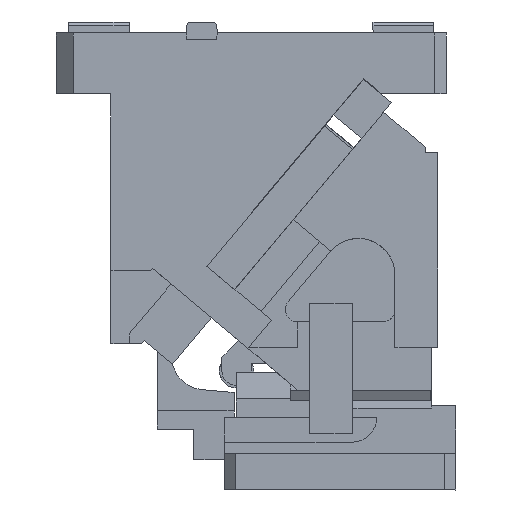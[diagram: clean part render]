
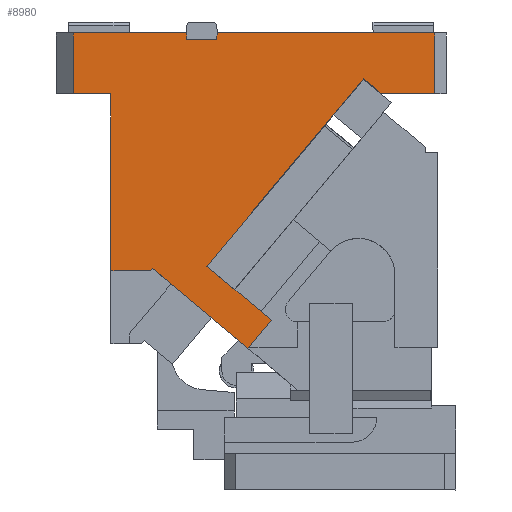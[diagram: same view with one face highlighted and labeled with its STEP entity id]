
A CAD part, front view. The second image highlights one B-rep face of the part: STEP entity #8980.
In plain terms, the highlighted planar face has unit normal (0, -1, 0).
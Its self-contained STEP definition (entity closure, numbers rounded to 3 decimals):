
#7755=CARTESIAN_POINT('Vertex',(-93.,-150.,325.)) ;
#7758=CARTESIAN_POINT('Line Origine',(-108.379,-150.,325.)) ;
#7762=CARTESIAN_POINT('Vertex',(-123.757,-150.,325.)) ;
#7927=CARTESIAN_POINT('Line Origine',(-77.379,-150.,375.)) ;
#7931=CARTESIAN_POINT('Vertex',(-123.757,-150.,375.)) ;
#7933=CARTESIAN_POINT('Vertex',(-31.,-150.,375.)) ;
#7989=CARTESIAN_POINT('Vertex',(-6.,-150.,375.)) ;
#7992=CARTESIAN_POINT('Line Origine',(83.379,-150.,375.)) ;
#7996=CARTESIAN_POINT('Vertex',(172.757,-150.,375.)) ;
#8848=CARTESIAN_POINT('Vertex',(-93.,-150.,180.)) ;
#8851=CARTESIAN_POINT('Line Origine',(-93.,-150.,252.5)) ;
#8871=CARTESIAN_POINT('Axis2P3D Location',(175.,-150.,277.)) ;
#8876=CARTESIAN_POINT('Line Origine',(-76.796,-150.,180.)) ;
#8880=CARTESIAN_POINT('Vertex',(-60.592,-150.,180.)) ;
#8883=CARTESIAN_POINT('Line Origine',(-59.761,-150.,180.991)) ;
#8887=CARTESIAN_POINT('Vertex',(-58.929,-150.,181.982)) ;
#8890=CARTESIAN_POINT('Line Origine',(-19.861,-150.,149.199)) ;
#8894=CARTESIAN_POINT('Vertex',(19.207,-150.,116.417)) ;
#8897=CARTESIAN_POINT('Line Origine',(28.849,-150.,127.908)) ;
#8901=CARTESIAN_POINT('Vertex',(38.491,-150.,139.399)) ;
#8904=CARTESIAN_POINT('Line Origine',(12.062,-150.,161.575)) ;
#8908=CARTESIAN_POINT('Vertex',(-14.366,-150.,183.751)) ;
#8911=CARTESIAN_POINT('Line Origine',(50.073,-150.,260.547)) ;
#8915=CARTESIAN_POINT('Vertex',(114.513,-150.,337.343)) ;
#8918=CARTESIAN_POINT('Line Origine',(121.867,-150.,331.171)) ;
#8922=CARTESIAN_POINT('Vertex',(129.222,-150.,325.)) ;
#8925=CARTESIAN_POINT('Line Origine',(150.99,-150.,325.)) ;
#8929=CARTESIAN_POINT('Vertex',(172.757,-150.,325.)) ;
#8932=CARTESIAN_POINT('Line Origine',(172.757,-150.,350.)) ;
#8937=CARTESIAN_POINT('Line Origine',(-6.,-150.,372.5)) ;
#8941=CARTESIAN_POINT('Vertex',(-6.,-150.,370.)) ;
#8944=CARTESIAN_POINT('Line Origine',(-18.5,-150.,370.)) ;
#8948=CARTESIAN_POINT('Vertex',(-31.,-150.,370.)) ;
#8951=CARTESIAN_POINT('Line Origine',(-31.,-150.,372.5)) ;
#8956=CARTESIAN_POINT('Line Origine',(-123.757,-150.,350.)) ;
#7759=DIRECTION('Vector Direction',(1.,0.,0.)) ;
#7928=DIRECTION('Vector Direction',(1.,0.,0.)) ;
#7993=DIRECTION('Vector Direction',(1.,0.,0.)) ;
#8852=DIRECTION('Vector Direction',(0.,0.,-1.)) ;
#8872=DIRECTION('Axis2P3D Direction',(0.,1.,-0.)) ;
#8873=DIRECTION('Axis2P3D XDirection',(-1.,0.,0.)) ;
#8877=DIRECTION('Vector Direction',(-1.,0.,0.)) ;
#8884=DIRECTION('Vector Direction',(-0.643,0.,-0.766)) ;
#8891=DIRECTION('Vector Direction',(0.766,0.,-0.643)) ;
#8898=DIRECTION('Vector Direction',(-0.643,0.,-0.766)) ;
#8905=DIRECTION('Vector Direction',(-0.766,0.,0.643)) ;
#8912=DIRECTION('Vector Direction',(0.643,0.,0.766)) ;
#8919=DIRECTION('Vector Direction',(0.766,0.,-0.643)) ;
#8926=DIRECTION('Vector Direction',(-1.,0.,0.)) ;
#8933=DIRECTION('Vector Direction',(0.,0.,1.)) ;
#8938=DIRECTION('Vector Direction',(0.,0.,1.)) ;
#8945=DIRECTION('Vector Direction',(1.,0.,0.)) ;
#8952=DIRECTION('Vector Direction',(0.,0.,1.)) ;
#8957=DIRECTION('Vector Direction',(0.,0.,-1.)) ;
#8874=AXIS2_PLACEMENT_3D('Plane Axis2P3D',#8871,#8872,#8873) ;
#8962=ORIENTED_EDGE('',*,*,#7764,.T.) ;
#8963=ORIENTED_EDGE('',*,*,#8855,.T.) ;
#8964=ORIENTED_EDGE('',*,*,#8882,.F.) ;
#8965=ORIENTED_EDGE('',*,*,#8889,.T.) ;
#8966=ORIENTED_EDGE('',*,*,#8896,.T.) ;
#8967=ORIENTED_EDGE('',*,*,#8903,.T.) ;
#8968=ORIENTED_EDGE('',*,*,#8910,.T.) ;
#8969=ORIENTED_EDGE('',*,*,#8917,.T.) ;
#8970=ORIENTED_EDGE('',*,*,#8924,.T.) ;
#8971=ORIENTED_EDGE('',*,*,#8931,.F.) ;
#8972=ORIENTED_EDGE('',*,*,#8936,.T.) ;
#8973=ORIENTED_EDGE('',*,*,#7998,.F.) ;
#8974=ORIENTED_EDGE('',*,*,#8943,.F.) ;
#8975=ORIENTED_EDGE('',*,*,#8950,.F.) ;
#8976=ORIENTED_EDGE('',*,*,#8955,.T.) ;
#8977=ORIENTED_EDGE('',*,*,#7935,.F.) ;
#8978=ORIENTED_EDGE('',*,*,#8960,.T.) ;
#7760=VECTOR('Line Direction',#7759,1.) ;
#7929=VECTOR('Line Direction',#7928,1.) ;
#7994=VECTOR('Line Direction',#7993,1.) ;
#8853=VECTOR('Line Direction',#8852,1.) ;
#8878=VECTOR('Line Direction',#8877,1.) ;
#8885=VECTOR('Line Direction',#8884,1.) ;
#8892=VECTOR('Line Direction',#8891,1.) ;
#8899=VECTOR('Line Direction',#8898,1.) ;
#8906=VECTOR('Line Direction',#8905,1.) ;
#8913=VECTOR('Line Direction',#8912,1.) ;
#8920=VECTOR('Line Direction',#8919,1.) ;
#8927=VECTOR('Line Direction',#8926,1.) ;
#8934=VECTOR('Line Direction',#8933,1.) ;
#8939=VECTOR('Line Direction',#8938,1.) ;
#8946=VECTOR('Line Direction',#8945,1.) ;
#8953=VECTOR('Line Direction',#8952,1.) ;
#8958=VECTOR('Line Direction',#8957,1.) ;
#8980=ADVANCED_FACE('CAM HOLDER',(#8979),#8875,.F.) ;
#7764=EDGE_CURVE('',#7763,#7756,#7761,.T.) ;
#7935=EDGE_CURVE('',#7932,#7934,#7930,.T.) ;
#7998=EDGE_CURVE('',#7990,#7997,#7995,.T.) ;
#8855=EDGE_CURVE('',#7756,#8849,#8854,.T.) ;
#8882=EDGE_CURVE('',#8881,#8849,#8879,.T.) ;
#8889=EDGE_CURVE('',#8881,#8888,#8886,.F.) ;
#8896=EDGE_CURVE('',#8888,#8895,#8893,.T.) ;
#8903=EDGE_CURVE('',#8895,#8902,#8900,.F.) ;
#8910=EDGE_CURVE('',#8902,#8909,#8907,.T.) ;
#8917=EDGE_CURVE('',#8909,#8916,#8914,.T.) ;
#8924=EDGE_CURVE('',#8916,#8923,#8921,.T.) ;
#8931=EDGE_CURVE('',#8930,#8923,#8928,.T.) ;
#8936=EDGE_CURVE('',#8930,#7997,#8935,.T.) ;
#8943=EDGE_CURVE('',#8942,#7990,#8940,.T.) ;
#8950=EDGE_CURVE('',#8949,#8942,#8947,.T.) ;
#8955=EDGE_CURVE('',#8949,#7934,#8954,.T.) ;
#8960=EDGE_CURVE('',#7932,#7763,#8959,.T.) ;
#8961=EDGE_LOOP('',(#8962,#8963,#8964,#8965,#8966,#8967,#8968,#8969,#8970,#8971,#8972,#8973,#8974,#8975,#8976,#8977,#8978)) ;
#8979=FACE_OUTER_BOUND('',#8961,.T.) ;
#7761=LINE('Line',#7758,#7760) ;
#7930=LINE('Line',#7927,#7929) ;
#7995=LINE('Line',#7992,#7994) ;
#8854=LINE('Line',#8851,#8853) ;
#8879=LINE('Line',#8876,#8878) ;
#8886=LINE('Line',#8883,#8885) ;
#8893=LINE('Line',#8890,#8892) ;
#8900=LINE('Line',#8897,#8899) ;
#8907=LINE('Line',#8904,#8906) ;
#8914=LINE('Line',#8911,#8913) ;
#8921=LINE('Line',#8918,#8920) ;
#8928=LINE('Line',#8925,#8927) ;
#8935=LINE('Line',#8932,#8934) ;
#8940=LINE('Line',#8937,#8939) ;
#8947=LINE('Line',#8944,#8946) ;
#8954=LINE('Line',#8951,#8953) ;
#8959=LINE('Line',#8956,#8958) ;
#8875=PLANE('Plane',#8874) ;
#7756=VERTEX_POINT('',#7755) ;
#7763=VERTEX_POINT('',#7762) ;
#7932=VERTEX_POINT('',#7931) ;
#7934=VERTEX_POINT('',#7933) ;
#7990=VERTEX_POINT('',#7989) ;
#7997=VERTEX_POINT('',#7996) ;
#8849=VERTEX_POINT('',#8848) ;
#8881=VERTEX_POINT('',#8880) ;
#8888=VERTEX_POINT('',#8887) ;
#8895=VERTEX_POINT('',#8894) ;
#8902=VERTEX_POINT('',#8901) ;
#8909=VERTEX_POINT('',#8908) ;
#8916=VERTEX_POINT('',#8915) ;
#8923=VERTEX_POINT('',#8922) ;
#8930=VERTEX_POINT('',#8929) ;
#8942=VERTEX_POINT('',#8941) ;
#8949=VERTEX_POINT('',#8948) ;
